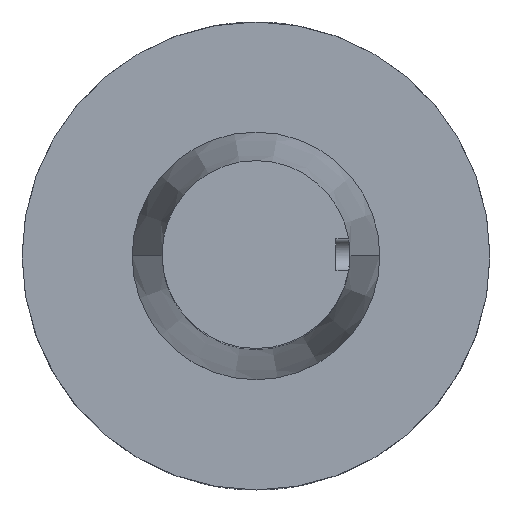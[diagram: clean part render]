
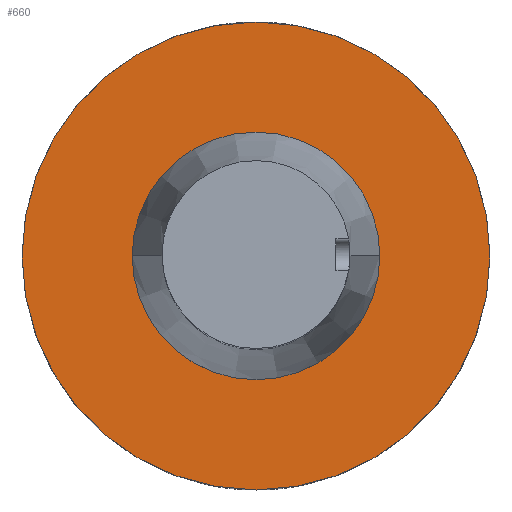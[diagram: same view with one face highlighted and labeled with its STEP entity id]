
A CAD part, top view. The second image highlights one B-rep face of the part: STEP entity #660.
In plain terms, the highlighted planar face has unit normal (0, 0, 1).
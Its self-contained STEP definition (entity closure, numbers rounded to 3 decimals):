
#13 = VERTEX_POINT ( 'NONE', #314 ) ;
#44 = CIRCLE ( 'NONE', #1218, 15.875 ) ;
#45 = AXIS2_PLACEMENT_3D ( 'NONE', #676, #971, #1185 ) ;
#133 = EDGE_CURVE ( 'NONE', #13, #175, #414, .T. ) ;
#149 = EDGE_LOOP ( 'NONE', ( #247, #469 ) ) ;
#152 = CARTESIAN_POINT ( 'NONE',  ( 0., 0., -103. ) ) ;
#161 = CARTESIAN_POINT ( 'NONE',  ( 0., 0., -103. ) ) ;
#175 = VERTEX_POINT ( 'NONE', #273 ) ;
#247 = ORIENTED_EDGE ( 'NONE', *, *, #475, .T. ) ;
#273 = CARTESIAN_POINT ( 'NONE',  ( -15.875, 0., -103. ) ) ;
#275 = DIRECTION ( 'NONE',  ( 1., 0., 0. ) ) ;
#314 = CARTESIAN_POINT ( 'NONE',  ( 15.875, 0., -103. ) ) ;
#323 = AXIS2_PLACEMENT_3D ( 'NONE', #655, #755, #859 ) ;
#337 = ORIENTED_EDGE ( 'NONE', *, *, #499, .F. ) ;
#358 = AXIS2_PLACEMENT_3D ( 'NONE', #688, #1099, #391 ) ;
#373 = CARTESIAN_POINT ( 'NONE',  ( 30., 0., -103. ) ) ;
#391 = DIRECTION ( 'NONE',  ( 1., 0., 0. ) ) ;
#414 = CIRCLE ( 'NONE', #358, 15.875 ) ;
#469 = ORIENTED_EDGE ( 'NONE', *, *, #860, .T. ) ;
#475 = EDGE_CURVE ( 'NONE', #873, #646, #1137, .T. ) ;
#476 = ORIENTED_EDGE ( 'NONE', *, *, #133, .F. ) ;
#481 = DIRECTION ( 'NONE',  ( 0., 0., 1. ) ) ;
#499 = EDGE_CURVE ( 'NONE', #175, #13, #44, .T. ) ;
#514 = FACE_BOUND ( 'NONE', #584, .T. ) ;
#568 = DIRECTION ( 'NONE',  ( 1., 0., 0. ) ) ;
#584 = EDGE_LOOP ( 'NONE', ( #476, #337 ) ) ;
#616 = CIRCLE ( 'NONE', #1342, 30. ) ;
#646 = VERTEX_POINT ( 'NONE', #972 ) ;
#655 = CARTESIAN_POINT ( 'NONE',  ( 0., 15.875, -103. ) ) ;
#660 = ADVANCED_FACE ( 'NONE', ( #514, #1268 ), #1163, .F. ) ;
#676 = CARTESIAN_POINT ( 'NONE',  ( 0., 0., -103. ) ) ;
#688 = CARTESIAN_POINT ( 'NONE',  ( 0., 0., -103. ) ) ;
#755 = DIRECTION ( 'NONE',  ( 0., 0., -1. ) ) ;
#859 = DIRECTION ( 'NONE',  ( -1., 0., 0. ) ) ;
#860 = EDGE_CURVE ( 'NONE', #646, #873, #616, .T. ) ;
#873 = VERTEX_POINT ( 'NONE', #373 ) ;
#971 = DIRECTION ( 'NONE',  ( 0., 0., 1. ) ) ;
#972 = CARTESIAN_POINT ( 'NONE',  ( -30., 0., -103. ) ) ;
#1099 = DIRECTION ( 'NONE',  ( 0., 0., 1. ) ) ;
#1137 = CIRCLE ( 'NONE', #45, 30. ) ;
#1163 = PLANE ( 'NONE',  #323 ) ;
#1180 = DIRECTION ( 'NONE',  ( 0., 0., 1. ) ) ;
#1185 = DIRECTION ( 'NONE',  ( 1., 0., 0. ) ) ;
#1218 = AXIS2_PLACEMENT_3D ( 'NONE', #152, #1180, #568 ) ;
#1268 = FACE_OUTER_BOUND ( 'NONE', #149, .T. ) ;
#1342 = AXIS2_PLACEMENT_3D ( 'NONE', #161, #481, #275 ) ;
